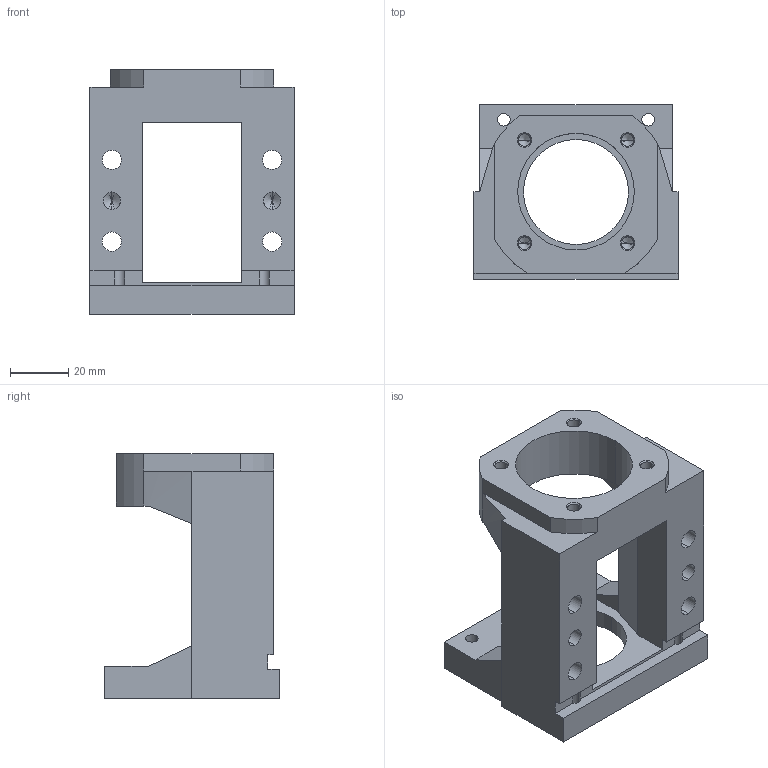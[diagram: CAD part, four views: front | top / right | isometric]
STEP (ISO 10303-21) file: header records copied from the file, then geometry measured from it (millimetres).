
FILE_DESCRIPTION(/* description */ ('Alibre Inc.'),/* implementation_level */ '2;1');
FILE_NAME(/* name */ 'export0',/* time_stamp */ '2016-07-14T13:57:05+02:00',/* author */ (''),/* organization */ (''),/* preprocessor_version */ 'ST-DEVELOPER v14',/* originating_system */ 'Alibre',/* authorisation */ '');
FILE_SCHEMA (('AUTOMOTIVE_DESIGN'));
Length unit declared in the file: millimetre
Products named in the file (1): yMBA15-D
Bounding box: 70 x 60 x 84 mm (x, y, z)
Volume: 111504.8 mm3; surface area: 32937.2 mm2
Topology: 1 solids, 1 shells, 127 faces, 334 edges, 202 vertices
Faces by surface type: cylinder 52, plane 43, cone 32
Entity records: 3818 total; most frequent: DIRECTION 655, CARTESIAN_POINT 654, ORIENTED_EDGE 636, EDGE_CURVE 318, AXIS2_PLACEMENT_3D 254, VERTEX_POINT 202, VECTOR 190, LINE 190
